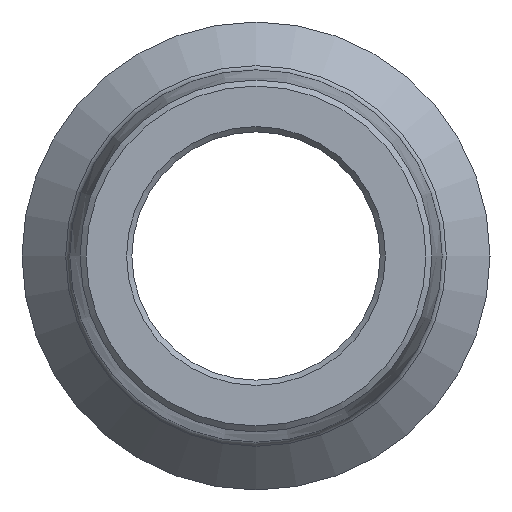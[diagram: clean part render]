
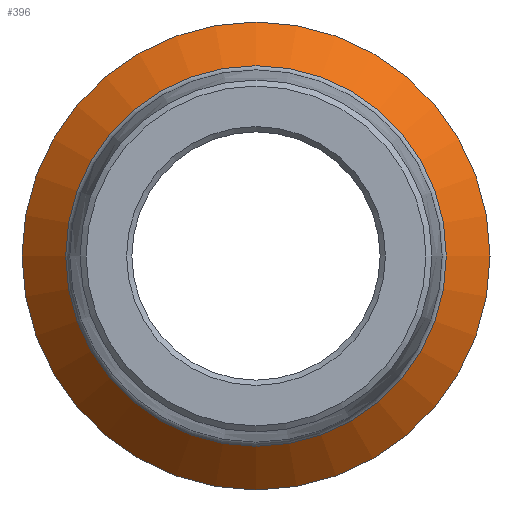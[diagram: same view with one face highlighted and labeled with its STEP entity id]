
A CAD part, left-side view. The second image highlights one B-rep face of the part: STEP entity #396.
In plain terms, the highlighted conical face has half-angle 45 degrees and reference radius 11.85 mm.
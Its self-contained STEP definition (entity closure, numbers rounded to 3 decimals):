
#45=FACE_OUTER_BOUND('',#73,.T.);
#73=EDGE_LOOP('',(#297,#298,#299,#300,#301));
#104=LINE('',#705,#118);
#118=VECTOR('',#559,11.85);
#137=CIRCLE('',#452,10.734);
#138=CIRCLE('',#453,10.734);
#141=CIRCLE('',#458,13.2);
#180=VERTEX_POINT('',#692);
#181=VERTEX_POINT('',#694);
#183=VERTEX_POINT('',#703);
#221=EDGE_CURVE('',#180,#181,#137,.T.);
#222=EDGE_CURVE('',#181,#180,#138,.T.);
#226=EDGE_CURVE('',#183,#183,#141,.T.);
#227=EDGE_CURVE('',#183,#181,#104,.T.);
#297=ORIENTED_EDGE('',*,*,#226,.F.);
#298=ORIENTED_EDGE('',*,*,#227,.T.);
#299=ORIENTED_EDGE('',*,*,#221,.F.);
#300=ORIENTED_EDGE('',*,*,#222,.F.);
#301=ORIENTED_EDGE('',*,*,#227,.F.);
#381=CONICAL_SURFACE('',#457,11.85,0.785);
#396=ADVANCED_FACE('',(#45),#381,.T.);
#452=AXIS2_PLACEMENT_3D('',#695,#544,#545);
#453=AXIS2_PLACEMENT_3D('',#696,#546,#547);
#457=AXIS2_PLACEMENT_3D('',#702,#555,#556);
#458=AXIS2_PLACEMENT_3D('',#704,#557,#558);
#544=DIRECTION('center_axis',(-1.,0.,0.));
#545=DIRECTION('ref_axis',(0.,-1.,0.));
#546=DIRECTION('center_axis',(-1.,0.,0.));
#547=DIRECTION('ref_axis',(0.,-1.,0.));
#555=DIRECTION('center_axis',(1.,0.,0.));
#556=DIRECTION('ref_axis',(0.,1.,0.));
#557=DIRECTION('center_axis',(1.,0.,0.));
#558=DIRECTION('ref_axis',(0.,0.,-1.));
#559=DIRECTION('',(-0.707,0.707,0.));
#692=CARTESIAN_POINT('',(-9.466,0.,10.734));
#694=CARTESIAN_POINT('',(-9.466,-10.734,0.));
#695=CARTESIAN_POINT('Origin',(-9.466,0.,0.));
#696=CARTESIAN_POINT('Origin',(-9.466,0.,0.));
#702=CARTESIAN_POINT('Origin',(-8.35,0.,0.));
#703=CARTESIAN_POINT('',(-7.,-13.2,0.));
#704=CARTESIAN_POINT('Origin',(-7.,0.,0.));
#705=CARTESIAN_POINT('',(-8.35,-11.85,0.));
